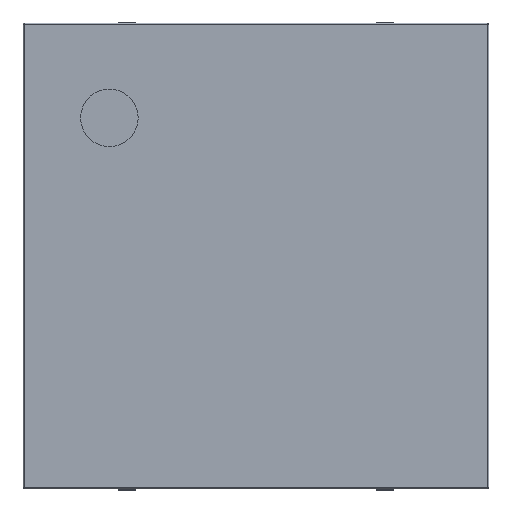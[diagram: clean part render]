
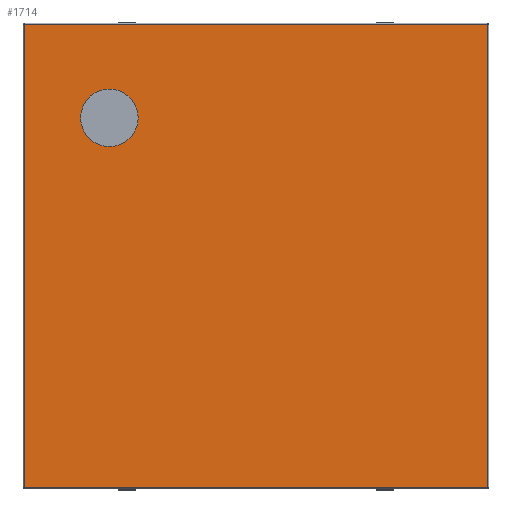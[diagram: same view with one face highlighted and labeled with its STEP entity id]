
A CAD part, top view. The second image highlights one B-rep face of the part: STEP entity #1714.
In plain terms, the highlighted planar face has unit normal (0, 0, 1).
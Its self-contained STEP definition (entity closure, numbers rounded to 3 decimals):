
#16=FACE_BOUND('',#677,.T.);
#22=PLANE('',#1838);
#105=LINE('',#2402,#333);
#111=LINE('',#2431,#339);
#113=LINE('',#2434,#341);
#115=LINE('',#2437,#343);
#333=VECTOR('',#1952,10.);
#339=VECTOR('',#1984,10.);
#341=VECTOR('',#1988,10.);
#343=VECTOR('',#1992,10.);
#580=FACE_OUTER_BOUND('',#676,.T.);
#676=EDGE_LOOP('',(#1260,#1261,#1262,#1263));
#677=EDGE_LOOP('',(#1264));
#776=CIRCLE('',#1839,0.25);
#779=VERTEX_POINT('',#2377);
#784=VERTEX_POINT('',#2390);
#789=VERTEX_POINT('',#2406);
#794=VERTEX_POINT('',#2419);
#822=VERTEX_POINT('',#2492);
#950=EDGE_CURVE('',#779,#784,#105,.T.);
#964=EDGE_CURVE('',#784,#794,#111,.T.);
#966=EDGE_CURVE('',#794,#789,#113,.T.);
#968=EDGE_CURVE('',#789,#779,#115,.T.);
#996=EDGE_CURVE('',#822,#822,#776,.T.);
#1260=ORIENTED_EDGE('',*,*,#950,.F.);
#1261=ORIENTED_EDGE('',*,*,#968,.F.);
#1262=ORIENTED_EDGE('',*,*,#966,.F.);
#1263=ORIENTED_EDGE('',*,*,#964,.F.);
#1264=ORIENTED_EDGE('',*,*,#996,.T.);
#1714=ADVANCED_FACE('',(#580,#16),#22,.T.);
#1838=AXIS2_PLACEMENT_3D('',#2491,#2024,#2025);
#1839=AXIS2_PLACEMENT_3D('',#2493,#2026,#2027);
#1952=DIRECTION('',(0.,1.,0.));
#1984=DIRECTION('',(1.,0.,0.));
#1988=DIRECTION('',(0.,-1.,0.));
#1992=DIRECTION('',(-1.,0.,0.));
#2024=DIRECTION('center_axis',(0.,0.,1.));
#2025=DIRECTION('ref_axis',(0.,1.,0.));
#2026=DIRECTION('center_axis',(0.,0.,-1.));
#2027=DIRECTION('ref_axis',(0.,-1.,0.));
#2377=CARTESIAN_POINT('',(-2.015,-2.015,0.8));
#2390=CARTESIAN_POINT('',(-2.015,2.015,0.8));
#2402=CARTESIAN_POINT('',(-2.015,1.013,0.8));
#2406=CARTESIAN_POINT('',(2.015,-2.015,0.8));
#2419=CARTESIAN_POINT('',(2.015,2.015,0.8));
#2431=CARTESIAN_POINT('',(1.013,2.015,0.8));
#2434=CARTESIAN_POINT('',(2.015,-1.013,0.8));
#2437=CARTESIAN_POINT('',(-1.013,-2.015,0.8));
#2491=CARTESIAN_POINT('Origin',(0.,0.,0.8));
#2492=CARTESIAN_POINT('',(-1.275,1.45,0.8));
#2493=CARTESIAN_POINT('Origin',(-1.275,1.2,0.8));
